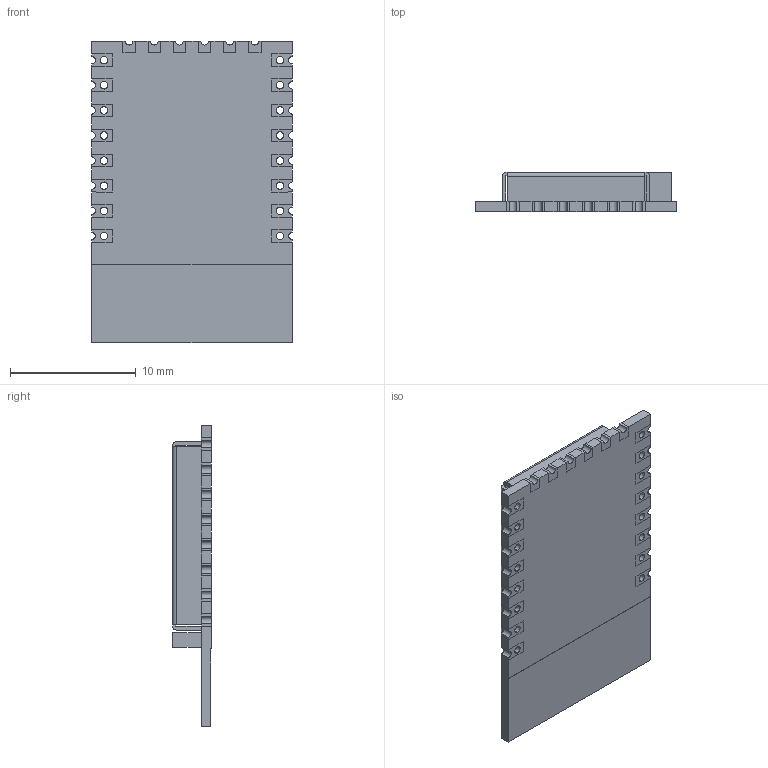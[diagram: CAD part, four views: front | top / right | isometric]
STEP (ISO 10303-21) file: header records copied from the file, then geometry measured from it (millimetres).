
FILE_DESCRIPTION (( 'STEP AP214' ), '1' );
FILE_NAME ('esp-12f.STEP', '2021-10-29T09:14:59', ( '' ), ( '' ), 'SwSTEP 2.0', 'SolidWorks 2018', '' );
FILE_SCHEMA (( 'AUTOMOTIVE_DESIGN' ));
Length unit declared in the file: millimetre
Products named in the file (2): esp-12f
Bounding box: 16 x 3.1 x 24 mm (x, y, z)
Volume: 376.7 mm3; surface area: 1541.9 mm2
Topology: 23 solids, 23 shells, 460 faces, 1236 edges, 824 vertices
Faces by surface type: plane 402, cylinder 58
Entity records: 18325 total; most frequent: CARTESIAN_POINT 2522, ORIENTED_EDGE 2472, DIRECTION 2276, EDGE_CURVE 1236, LINE 1120, VECTOR 1120, VERTEX_POINT 824, AXIS2_PLACEMENT_3D 578
